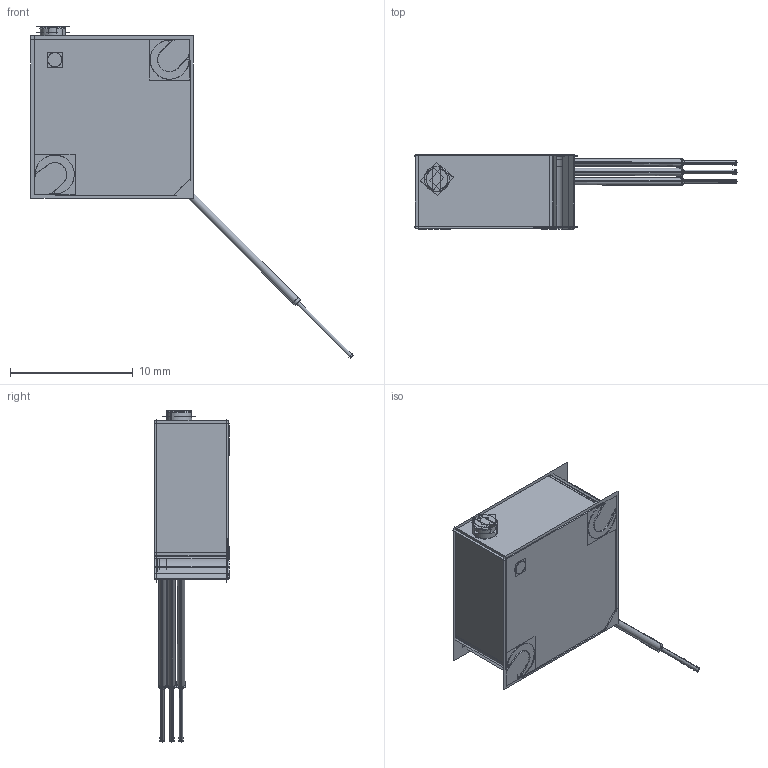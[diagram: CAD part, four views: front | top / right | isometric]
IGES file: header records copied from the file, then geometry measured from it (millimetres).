
Start section:  PTC IGES file: 3252L.igs
Global section: file name: 3252L.igs; native system: Creo Parametric by Parametric Technology Corporation; preprocessor: 2012230; author: stevec; organization: Unknown; date: 20121029.160447; units: inch
Bounding box: 26.19 x 6.08 x 27 mm (x, y, z)
Volume: 872.2 mm3; surface area: 3927 mm2
Topology: 1 solids, 4 shells, 988 faces, 4882 edges, 5953 vertices
Faces by surface type: bspline 834, revolution 154
